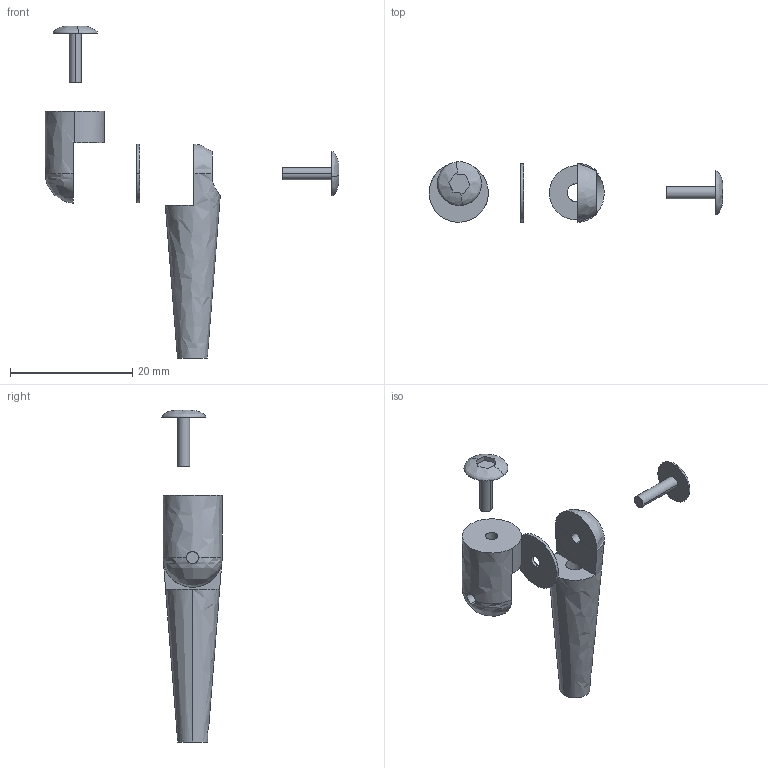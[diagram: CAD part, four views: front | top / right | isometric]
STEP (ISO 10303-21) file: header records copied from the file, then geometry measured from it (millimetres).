
FILE_DESCRIPTION(/* description */ (''),/* implementation_level */ '2;1');
FILE_NAME(/* name */ 'Attache épaulière',/* time_stamp */ '2020-07-09T21:39:01+02:00',/* author */ (''),/* organization */ (''),/* preprocessor_version */ 'ST-DEVELOPER v16.5',/* originating_system */ '',/* authorisation */ '');
FILE_SCHEMA (('AUTOMOTIVE_DESIGN'));
Length unit declared in the file: millimetre
Products named in the file (1): Document
Bounding box: 48.13 x 9.9 x 54.4 mm (x, y, z)
Volume: 1978.6 mm3; surface area: 2361.5 mm2
Topology: 9 solids, 9 shells, 68 faces, 157 edges, 107 vertices
Faces by surface type: plane 38, bspline 30
Entity records: 2525 total; most frequent: CARTESIAN_POINT 1474, ORIENTED_EDGE 312, EDGE_CURVE 156, VERTEX_POINT 105, B_SPLINE_CURVE_WITH_KNOTS 86, EDGE_LOOP 77, ADVANCED_FACE 68, FACE_OUTER_BOUND 68
